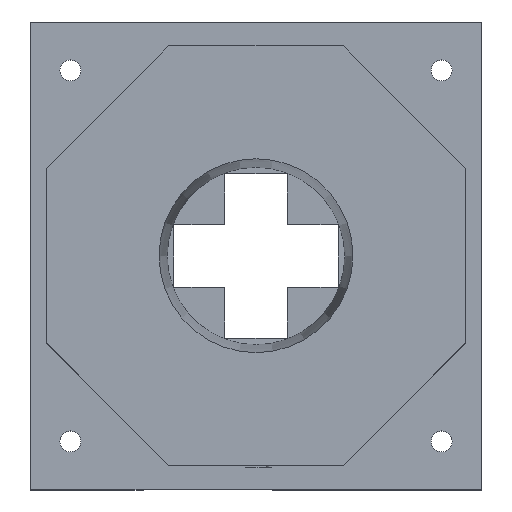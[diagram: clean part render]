
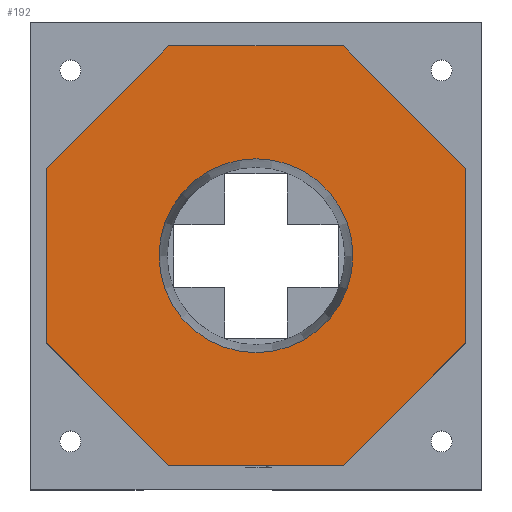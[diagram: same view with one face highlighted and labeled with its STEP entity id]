
A CAD part, top view. The second image highlights one B-rep face of the part: STEP entity #192.
In plain terms, the highlighted planar face has unit normal (0, 0, 1).
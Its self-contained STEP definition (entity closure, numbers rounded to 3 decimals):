
#192=ADVANCED_FACE('',(#3921,#3923),#3925,.T.);
#3921=FACE_BOUND('',#3922,.T.);
#3922=EDGE_LOOP('',(#7564,#7565,#7566,#7567,#7568,#7569,#7570,#7571));
#3923=FACE_BOUND('',#3924,.T.);
#3924=EDGE_LOOP('',(#7572));
#3925=PLANE('',#3926);
#3926=AXIS2_PLACEMENT_3D('',#3927,#3928,#3929);
#3927=CARTESIAN_POINT('',(109.,120.,122.));
#3928=DIRECTION('',(0.,0.,1.));
#3929=DIRECTION('',(1.,0.,0.));
#7564=ORIENTED_EDGE('',*,*,#9746,.F.);
#7565=ORIENTED_EDGE('',*,*,#9747,.F.);
#7566=ORIENTED_EDGE('',*,*,#9748,.F.);
#7567=ORIENTED_EDGE('',*,*,#9749,.F.);
#7568=ORIENTED_EDGE('',*,*,#9750,.F.);
#7569=ORIENTED_EDGE('',*,*,#9751,.F.);
#7570=ORIENTED_EDGE('',*,*,#9752,.F.);
#7571=ORIENTED_EDGE('',*,*,#9753,.F.);
#7572=ORIENTED_EDGE('',*,*,#9744,.T.);
#9744=EDGE_CURVE('',#10880,#10880,#10881,.T.);
#9746=EDGE_CURVE('',#10884,#10885,#10886,.T.);
#9747=EDGE_CURVE('',#10887,#10884,#10888,.T.);
#9748=EDGE_CURVE('',#10889,#10887,#10890,.T.);
#9749=EDGE_CURVE('',#10891,#10889,#10892,.T.);
#9750=EDGE_CURVE('',#10893,#10891,#10894,.T.);
#9751=EDGE_CURVE('',#10895,#10893,#10896,.T.);
#9752=EDGE_CURVE('',#10897,#10895,#10898,.T.);
#9753=EDGE_CURVE('',#10885,#10897,#10899,.T.);
#10880=VERTEX_POINT('',#12824);
#10881=CIRCLE('',#12825,60.084);
#10884=VERTEX_POINT('',#12834);
#10885=VERTEX_POINT('',#12835);
#10886=LINE('',#12836,#12837);
#10887=VERTEX_POINT('',#12839);
#10888=LINE('',#12840,#12841);
#10889=VERTEX_POINT('',#12843);
#10890=LINE('',#12844,#12845);
#10891=VERTEX_POINT('',#12847);
#10892=LINE('',#12848,#12849);
#10893=VERTEX_POINT('',#12851);
#10894=LINE('',#12852,#12853);
#10895=VERTEX_POINT('',#12855);
#10896=LINE('',#12856,#12857);
#10897=VERTEX_POINT('',#12859);
#10898=LINE('',#12860,#12861);
#10899=LINE('',#12863,#12864);
#12824=CARTESIAN_POINT('',(169.084,120.,122.));
#12825=AXIS2_PLACEMENT_3D('',#12826,#12827,#12828);
#12826=CARTESIAN_POINT('',(109.,120.,122.));
#12827=DIRECTION('',(0.,0.,-1.));
#12828=DIRECTION('',(1.,0.,0.));
#12834=CARTESIAN_POINT('',(-21.,174.,122.));
#12835=CARTESIAN_POINT('',(55.,250.,122.));
#12836=CARTESIAN_POINT('',(-21.,174.,122.));
#12837=VECTOR('',#12838,1.);
#12838=DIRECTION('',(0.707,0.707,0.));
#12839=CARTESIAN_POINT('',(-21.,66.,122.));
#12840=CARTESIAN_POINT('',(-21.,66.,122.));
#12841=VECTOR('',#12842,1.);
#12842=DIRECTION('',(0.,1.,0.));
#12843=CARTESIAN_POINT('',(55.,-10.,122.));
#12844=CARTESIAN_POINT('',(55.,-10.,122.));
#12845=VECTOR('',#12846,1.);
#12846=DIRECTION('',(-0.707,0.707,0.));
#12847=CARTESIAN_POINT('',(163.,-10.,122.));
#12848=CARTESIAN_POINT('',(163.,-10.,122.));
#12849=VECTOR('',#12850,1.);
#12850=DIRECTION('',(-1.,0.,0.));
#12851=CARTESIAN_POINT('',(239.,66.,122.));
#12852=CARTESIAN_POINT('',(239.,66.,122.));
#12853=VECTOR('',#12854,1.);
#12854=DIRECTION('',(-0.707,-0.707,0.));
#12855=CARTESIAN_POINT('',(239.,174.,122.));
#12856=CARTESIAN_POINT('',(239.,174.,122.));
#12857=VECTOR('',#12858,1.);
#12858=DIRECTION('',(0.,-1.,0.));
#12859=CARTESIAN_POINT('',(163.,250.,122.));
#12860=CARTESIAN_POINT('',(163.,250.,122.));
#12861=VECTOR('',#12862,1.);
#12862=DIRECTION('',(0.707,-0.707,0.));
#12863=CARTESIAN_POINT('',(55.,250.,122.));
#12864=VECTOR('',#12865,1.);
#12865=DIRECTION('',(1.,0.,0.));
